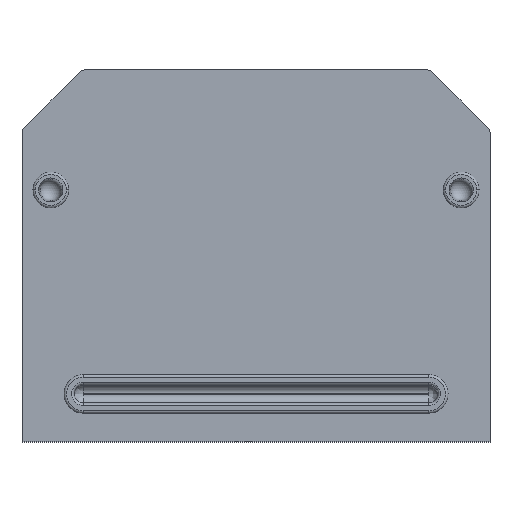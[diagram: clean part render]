
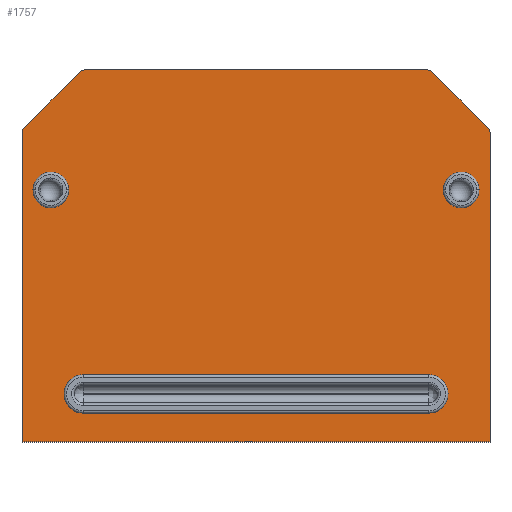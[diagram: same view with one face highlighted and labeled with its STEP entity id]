
A CAD part, top view. The second image highlights one B-rep face of the part: STEP entity #1757.
In plain terms, the highlighted planar face has unit normal (0, 0, 1).
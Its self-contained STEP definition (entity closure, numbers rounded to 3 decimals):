
#400=CARTESIAN_POINT('',(-17.1,21.,1.5));
#401=DIRECTION('',(0.,0.,-1.));
#402=DIRECTION('',(-1.,0.,0.));
#403=AXIS2_PLACEMENT_3D('',#400,#401,#402);
#408=CARTESIAN_POINT('',(-17.1,21.,1.5));
#409=DIRECTION('',(0.,0.,1.));
#410=DIRECTION('',(-1.,0.,0.));
#411=AXIS2_PLACEMENT_3D('',#408,#409,#410);
#416=CARTESIAN_POINT('',(17.1,21.,1.5));
#417=DIRECTION('',(0.,0.,1.));
#418=DIRECTION('',(1.,0.,0.));
#419=AXIS2_PLACEMENT_3D('',#416,#417,#418);
#424=CARTESIAN_POINT('',(17.1,21.,1.5));
#425=DIRECTION('',(0.,0.,-1.));
#426=DIRECTION('',(1.,0.,0.));
#427=AXIS2_PLACEMENT_3D('',#424,#425,#426);
#432=CARTESIAN_POINT('',(-14.4,4.,1.5));
#433=DIRECTION('',(0.,0.,1.));
#434=DIRECTION('',(0.,1.,0.));
#435=AXIS2_PLACEMENT_3D('',#432,#433,#434);
#440=DIRECTION('',(1.,0.,0.));
#441=VECTOR('',#440,28.8);
#442=CARTESIAN_POINT('',(-14.4,2.4,1.5));
#443=LINE('',#442,#441);
#447=CARTESIAN_POINT('',(14.4,4.,1.5));
#448=DIRECTION('',(0.,0.,1.));
#449=DIRECTION('',(0.,-1.,0.));
#450=AXIS2_PLACEMENT_3D('',#447,#448,#449);
#455=DIRECTION('',(-1.,0.,0.));
#456=VECTOR('',#455,28.8);
#457=CARTESIAN_POINT('',(14.4,5.6,1.5));
#458=LINE('',#457,#456);
#462=CARTESIAN_POINT('',(14.293,30.5,1.5));
#463=DIRECTION('',(0.,0.,1.));
#464=DIRECTION('',(0.707,0.707,0.));
#465=AXIS2_PLACEMENT_3D('',#462,#463,#464);
#470=DIRECTION('',(-0.707,0.707,0.));
#471=VECTOR('',#470,6.657);
#472=CARTESIAN_POINT('',(19.354,26.146,1.5));
#473=LINE('',#472,#471);
#477=CARTESIAN_POINT('',(19.,25.793,1.5));
#478=DIRECTION('',(0.,0.,1.));
#479=DIRECTION('',(1.,0.,0.));
#480=AXIS2_PLACEMENT_3D('',#477,#478,#479);
#485=DIRECTION('',(0.,1.,0.));
#486=VECTOR('',#485,25.793);
#487=CARTESIAN_POINT('',(19.5,0.,1.5));
#488=LINE('',#487,#486);
#492=DIRECTION('',(1.,0.,0.));
#493=VECTOR('',#492,39.);
#494=CARTESIAN_POINT('',(-19.5,0.,1.5));
#495=LINE('',#494,#493);
#499=DIRECTION('',(0.,-1.,0.));
#500=VECTOR('',#499,25.793);
#501=CARTESIAN_POINT('',(-19.5,25.793,1.5));
#502=LINE('',#501,#500);
#506=CARTESIAN_POINT('',(-19.,25.793,1.5));
#507=DIRECTION('',(0.,0.,1.));
#508=DIRECTION('',(-0.707,0.707,0.));
#509=AXIS2_PLACEMENT_3D('',#506,#507,#508);
#514=DIRECTION('',(-0.707,-0.707,0.));
#515=VECTOR('',#514,6.657);
#516=CARTESIAN_POINT('',(-14.646,30.854,1.5));
#517=LINE('',#516,#515);
#521=CARTESIAN_POINT('',(-14.293,30.5,1.5));
#522=DIRECTION('',(0.,0.,1.));
#523=DIRECTION('',(0.,1.,0.));
#524=AXIS2_PLACEMENT_3D('',#521,#522,#523);
#529=DIRECTION('',(-1.,0.,0.));
#530=VECTOR('',#529,28.586);
#531=CARTESIAN_POINT('',(14.293,31.,1.5));
#532=LINE('',#531,#530);
#1148=CARTESIAN_POINT('',(-19.5,0.,1.5));
#1149=CARTESIAN_POINT('',(19.5,0.,1.5));
#1150=VERTEX_POINT('',#1148);
#1151=VERTEX_POINT('',#1149);
#1152=CARTESIAN_POINT('',(-14.4,5.6,1.5));
#1153=CARTESIAN_POINT('',(-14.4,2.4,1.5));
#1154=VERTEX_POINT('',#1152);
#1155=VERTEX_POINT('',#1153);
#1156=CARTESIAN_POINT('',(14.4,2.4,1.5));
#1157=VERTEX_POINT('',#1156);
#1158=CARTESIAN_POINT('',(14.4,5.6,1.5));
#1159=VERTEX_POINT('',#1158);
#1177=CARTESIAN_POINT('',(18.5,21.,1.5));
#1179=VERTEX_POINT('',#1177);
#1181=CARTESIAN_POINT('',(15.7,21.,1.5));
#1183=VERTEX_POINT('',#1181);
#1233=CARTESIAN_POINT('',(-18.5,21.,1.5));
#1235=VERTEX_POINT('',#1233);
#1237=CARTESIAN_POINT('',(-15.7,21.,1.5));
#1239=VERTEX_POINT('',#1237);
#1304=CARTESIAN_POINT('',(14.646,30.854,1.5));
#1305=VERTEX_POINT('',#1304);
#1306=CARTESIAN_POINT('',(14.293,31.,1.5));
#1307=VERTEX_POINT('',#1306);
#1312=CARTESIAN_POINT('',(19.5,25.793,1.5));
#1313=VERTEX_POINT('',#1312);
#1314=CARTESIAN_POINT('',(19.354,26.146,1.5));
#1315=VERTEX_POINT('',#1314);
#1320=CARTESIAN_POINT('',(-14.293,31.,1.5));
#1321=VERTEX_POINT('',#1320);
#1322=CARTESIAN_POINT('',(-14.646,30.854,1.5));
#1323=VERTEX_POINT('',#1322);
#1328=CARTESIAN_POINT('',(-19.354,26.146,1.5));
#1329=VERTEX_POINT('',#1328);
#1330=CARTESIAN_POINT('',(-19.5,25.793,1.5));
#1331=VERTEX_POINT('',#1330);
#1718=CARTESIAN_POINT('',(0.,0.,1.5));
#1719=DIRECTION('',(0.,0.,1.));
#1720=DIRECTION('',(1.,0.,0.));
#1721=AXIS2_PLACEMENT_3D('',#1718,#1719,#1720);
#1722=PLANE('',#1721);
#1723=ORIENTED_EDGE('',*,*,#1586,.F.);
#1724=ORIENTED_EDGE('',*,*,#1602,.F.);
#1725=ORIENTED_EDGE('',*,*,#1615,.F.);
#1726=ORIENTED_EDGE('',*,*,#1630,.F.);
#1727=ORIENTED_EDGE('',*,*,#1643,.F.);
#1728=ORIENTED_EDGE('',*,*,#1656,.F.);
#1729=ORIENTED_EDGE('',*,*,#1671,.F.);
#1730=ORIENTED_EDGE('',*,*,#1684,.F.);
#1731=ORIENTED_EDGE('',*,*,#1699,.F.);
#1732=ORIENTED_EDGE('',*,*,#1711,.F.);
#1733=EDGE_LOOP('',(#1723,#1724,#1725,#1726,#1727,#1728,#1729,#1730,#1731,
#1732));
#1734=FACE_OUTER_BOUND('',#1733,.F.);
#1736=ORIENTED_EDGE('',*,*,#1735,.T.);
#1738=ORIENTED_EDGE('',*,*,#1737,.F.);
#1739=EDGE_LOOP('',(#1736,#1738));
#1740=FACE_BOUND('',#1739,.F.);
#1742=ORIENTED_EDGE('',*,*,#1741,.T.);
#1744=ORIENTED_EDGE('',*,*,#1743,.T.);
#1746=ORIENTED_EDGE('',*,*,#1745,.T.);
#1748=ORIENTED_EDGE('',*,*,#1747,.T.);
#1749=EDGE_LOOP('',(#1742,#1744,#1746,#1748));
#1750=FACE_BOUND('',#1749,.F.);
#1752=ORIENTED_EDGE('',*,*,#1751,.F.);
#1754=ORIENTED_EDGE('',*,*,#1753,.T.);
#1755=EDGE_LOOP('',(#1752,#1754));
#1756=FACE_BOUND('',#1755,.F.);
#404=CIRCLE('',#403,1.4);
#412=CIRCLE('',#411,1.4);
#420=CIRCLE('',#419,1.4);
#428=CIRCLE('',#427,1.4);
#436=CIRCLE('',#435,1.6);
#451=CIRCLE('',#450,1.6);
#466=CIRCLE('',#465,0.5);
#481=CIRCLE('',#480,0.5);
#510=CIRCLE('',#509,0.5);
#525=CIRCLE('',#524,0.5);
#1586=EDGE_CURVE('',#1305,#1307,#466,.T.);
#1602=EDGE_CURVE('',#1315,#1305,#473,.T.);
#1615=EDGE_CURVE('',#1313,#1315,#481,.T.);
#1630=EDGE_CURVE('',#1151,#1313,#488,.T.);
#1643=EDGE_CURVE('',#1150,#1151,#495,.T.);
#1656=EDGE_CURVE('',#1331,#1150,#502,.T.);
#1671=EDGE_CURVE('',#1329,#1331,#510,.T.);
#1684=EDGE_CURVE('',#1323,#1329,#517,.T.);
#1699=EDGE_CURVE('',#1321,#1323,#525,.T.);
#1711=EDGE_CURVE('',#1307,#1321,#532,.T.);
#1735=EDGE_CURVE('',#1179,#1183,#420,.T.);
#1737=EDGE_CURVE('',#1179,#1183,#428,.T.);
#1741=EDGE_CURVE('',#1154,#1155,#436,.T.);
#1743=EDGE_CURVE('',#1155,#1157,#443,.T.);
#1745=EDGE_CURVE('',#1157,#1159,#451,.T.);
#1747=EDGE_CURVE('',#1159,#1154,#458,.T.);
#1751=EDGE_CURVE('',#1235,#1239,#404,.T.);
#1753=EDGE_CURVE('',#1235,#1239,#412,.T.);
#1757=ADVANCED_FACE('',(#1734,#1740,#1750,#1756),#1722,.T.);
